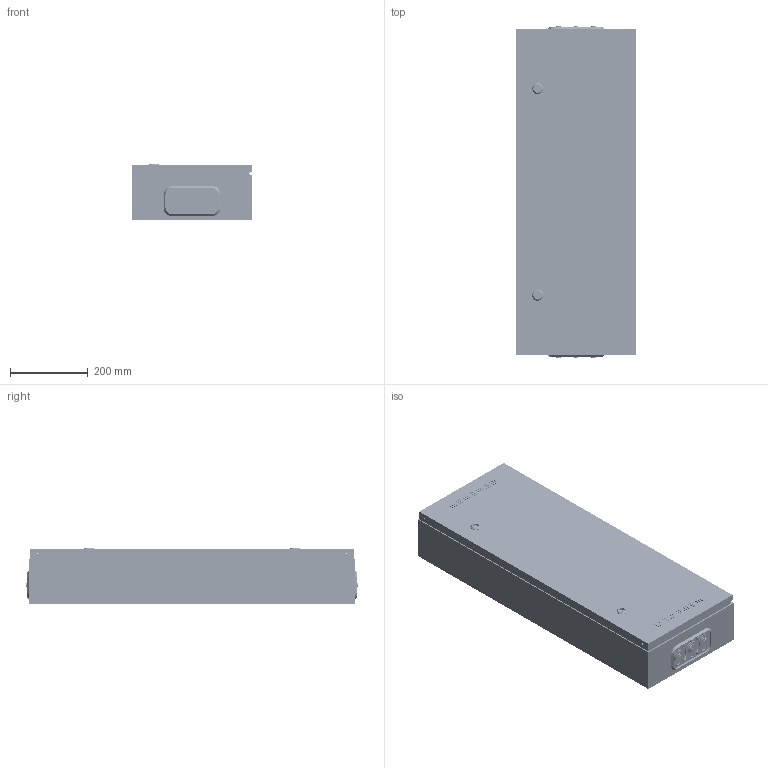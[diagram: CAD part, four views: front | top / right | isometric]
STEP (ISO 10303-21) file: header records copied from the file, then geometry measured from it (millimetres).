
FILE_DESCRIPTION (( 'STEP AP214' ), '1' );
FILE_NAME ('TI5-51-N-060-30 TITAN 5 Êîðïóñ ìóëüòèìåäèà ÙÐí-60 (1õ60) áåëûé IEK.STEP', '2024-12-06T12:40:04', ( '' ), ( '' ), 'SwSTEP 2.0', 'SolidWorks 2022', '' );
FILE_SCHEMA (( 'AUTOMOTIVE_DESIGN' ));
Length unit declared in the file: millimetre
Products named in the file (1): TI5-51-N-060-30 TITAN 5 Корпус мультимедиа ЩРн-60 (1х60) белый IEK
Bounding box: 310 x 851.35 x 144.1 mm (x, y, z)
Volume: 1550782.8 mm3; surface area: 2647801.8 mm2
Topology: 47 solids, 59 shells, 10843 faces, 29694 edges, 19337 vertices
Faces by surface type: cylinder 5256, plane 4161, cone 556, bspline 500, torus 309, sphere 61
Entity records: 517149 total; most frequent: CARTESIAN_POINT 111345, DIRECTION 59406, ORIENTED_EDGE 59348, EDGE_CURVE 29674, AXIS2_PLACEMENT_3D 22147, VERTEX_POINT 19337, LINE 15112, VECTOR 15112
